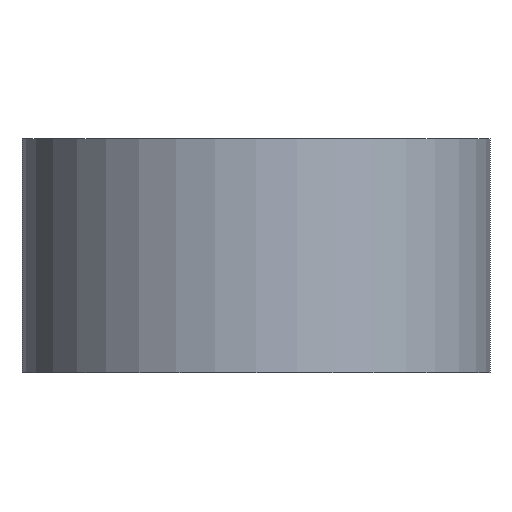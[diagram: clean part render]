
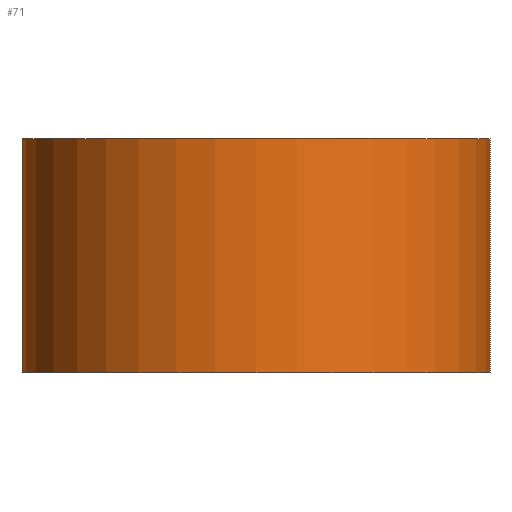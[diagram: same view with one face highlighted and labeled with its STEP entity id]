
A CAD part, front view. The second image highlights one B-rep face of the part: STEP entity #71.
In plain terms, the highlighted cylindrical face has radius 10 mm (diameter 20 mm), a partial arc.
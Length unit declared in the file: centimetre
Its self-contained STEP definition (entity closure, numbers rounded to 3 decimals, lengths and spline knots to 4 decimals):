
#11 = AXIS2_PLACEMENT_3D ( 'NONE', #115, #176, #302 ) ;
#24 = DIRECTION ( 'NONE',  ( 0., 0., 1. ) ) ;
#39 = EDGE_CURVE ( 'NONE', #191, #103, #79, .T. ) ;
#43 = ORIENTED_EDGE ( 'NONE', *, *, #175, .T. ) ;
#67 = CARTESIAN_POINT ( 'NONE',  ( -1., 0., 1. ) ) ;
#71 = ADVANCED_FACE ( 'NONE', ( #219 ), #194, .T. ) ;
#79 = LINE ( 'NONE', #374, #341 ) ;
#80 = AXIS2_PLACEMENT_3D ( 'NONE', #287, #316, #379 ) ;
#91 = DIRECTION ( 'NONE',  ( 0., 0., -1. ) ) ;
#103 = VERTEX_POINT ( 'NONE', #291 ) ;
#104 = EDGE_CURVE ( 'NONE', #240, #191, #109, .T. ) ;
#109 = CIRCLE ( 'NONE', #261, 1. ) ;
#112 = CARTESIAN_POINT ( 'NONE',  ( 0., 0., 1. ) ) ;
#115 = CARTESIAN_POINT ( 'NONE',  ( 0., 0., 0. ) ) ;
#123 = CIRCLE ( 'NONE', #11, 1. ) ;
#140 = LINE ( 'NONE', #386, #293 ) ;
#175 = EDGE_CURVE ( 'NONE', #240, #272, #140, .T. ) ;
#176 = DIRECTION ( 'NONE',  ( 0., 0., 1. ) ) ;
#191 = VERTEX_POINT ( 'NONE', #332 ) ;
#193 = ORIENTED_EDGE ( 'NONE', *, *, #39, .F. ) ;
#194 = CYLINDRICAL_SURFACE ( 'NONE', #80, 1. ) ;
#219 = FACE_OUTER_BOUND ( 'NONE', #276, .T. ) ;
#223 = ORIENTED_EDGE ( 'NONE', *, *, #286, .T. ) ;
#226 = DIRECTION ( 'NONE',  ( 0., 0., -1. ) ) ;
#240 = VERTEX_POINT ( 'NONE', #67 ) ;
#252 = DIRECTION ( 'NONE',  ( 1., 0., 0. ) ) ;
#261 = AXIS2_PLACEMENT_3D ( 'NONE', #112, #24, #252 ) ;
#272 = VERTEX_POINT ( 'NONE', #357 ) ;
#276 = EDGE_LOOP ( 'NONE', ( #223, #193, #311, #43 ) ) ;
#286 = EDGE_CURVE ( 'NONE', #272, #103, #123, .T. ) ;
#287 = CARTESIAN_POINT ( 'NONE',  ( 0., 0., 1. ) ) ;
#291 = CARTESIAN_POINT ( 'NONE',  ( 1., 0., 0. ) ) ;
#293 = VECTOR ( 'NONE', #91, 100. ) ;
#302 = DIRECTION ( 'NONE',  ( 1., 0., 0. ) ) ;
#311 = ORIENTED_EDGE ( 'NONE', *, *, #104, .F. ) ;
#316 = DIRECTION ( 'NONE',  ( 0., 0., -1. ) ) ;
#332 = CARTESIAN_POINT ( 'NONE',  ( 1., 0., 1. ) ) ;
#341 = VECTOR ( 'NONE', #226, 100. ) ;
#357 = CARTESIAN_POINT ( 'NONE',  ( -1., 0., 0. ) ) ;
#374 = CARTESIAN_POINT ( 'NONE',  ( 1., 0., 1. ) ) ;
#379 = DIRECTION ( 'NONE',  ( -1., 0., 0. ) ) ;
#386 = CARTESIAN_POINT ( 'NONE',  ( -1., 0., 1. ) ) ;
